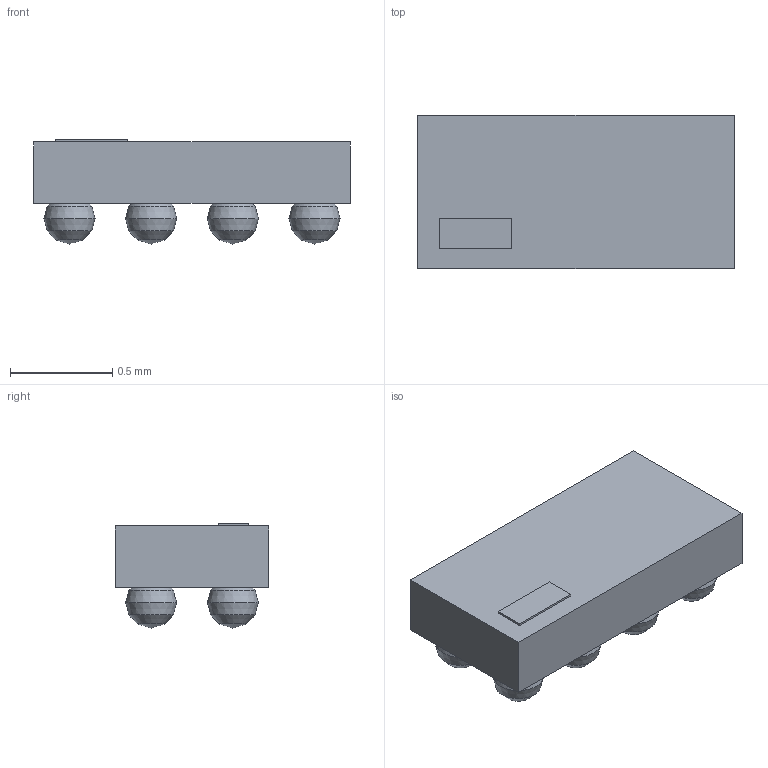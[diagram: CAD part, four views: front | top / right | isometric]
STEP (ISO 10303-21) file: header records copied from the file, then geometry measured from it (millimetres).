
FILE_DESCRIPTION(/* description */ (''),/* implementation_level */ '2;1');
FILE_NAME(/* name */ 'YFP-8_A.stp',/* time_stamp */ '2017-02-10T06:56:00-05:00',/* author */ (''),/* organization */ (''),/* preprocessor_version */ 'ST-DEVELOPER v16.5',/* originating_system */ 'Autodesk Translation Framework v5.2.0.2920',/* authorisation */ '');
FILE_SCHEMA (('AUTOMOTIVE_DESIGN { 1 0 10303 214 3 1 1 }'));
Length unit declared in the file: millimetre
Products named in the file (3): YFP-8_A v3; Component1; Component3
Assembly tree (9 placements, depth 2):
  YFP-8_A v3
    Component1
    Component3  x8
Bounding box: 1.55 x 0.75 x 0.51 mm (x, y, z)
Volume: 0.4 mm3; surface area: 5.2 mm2
Topology: 9 solids, 9 shells, 59 faces, 112 edges, 64 vertices
Faces by surface type: cone 40, plane 19
Entity records: 549 total; most frequent: DIRECTION 92, CARTESIAN_POINT 79, ORIENTED_EDGE 58, AXIS2_PLACEMENT_3D 34, EDGE_CURVE 29, LINE 24, VECTOR 24, EDGE_LOOP 22
